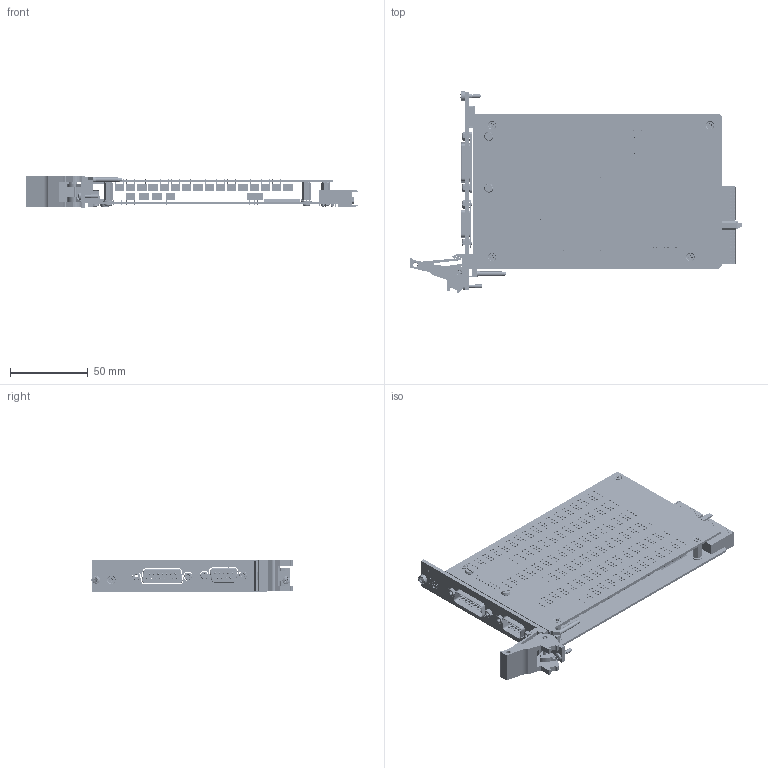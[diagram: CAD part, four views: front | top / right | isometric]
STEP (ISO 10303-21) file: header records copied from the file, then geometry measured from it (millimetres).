
FILE_DESCRIPTION (( 'STEP AP214' ), '1' );
FILE_NAME ('40-260-001.STEP', '2013-08-22T14:31:03', ( 'admin' ), ( '' ), 'SwSTEP 2.0', 'SolidWorks 2012', '' );
FILE_SCHEMA (( 'AUTOMOTIVE_DESIGN' ));
Length unit declared in the file: millimetre
Products named in the file (1): 40-260-001
Bounding box: 214.01 x 129.67 x 20 mm (x, y, z)
Surface area: 97320.8 mm2 (no closed solid volume)
Topology: 0 solids, 1129 shells, 4087 faces, 14537 edges, 11061 vertices
Faces by surface type: plane 2105, cylinder 1871, torus 60, cone 35, bspline 12, sphere 4
Full cylindrical faces by diameter (mm): 0.4 x807, 0.6 x134, 0.9 x1, 1 x2, 1.05 x692, 2 x5, 2.05 x5, 2.5 x3, 2.6 x1, 2.7 x1, 2.8 x1, 3 x3, 3.665 x1, 4.7 x5, 4.85 x4, 5 x3, 5.3 x1, 5.9 x1, 6 x5, 6.8 x4
Entity records: 212746 total; most frequent: CARTESIAN_POINT 50580, DIRECTION 23424, ORIENTED_EDGE 17581, EDGE_CURVE 12614, VERTEX_POINT 10888, AXIS2_PLACEMENT_3D 8205, EDGE_LOOP 7774, LINE 7014
